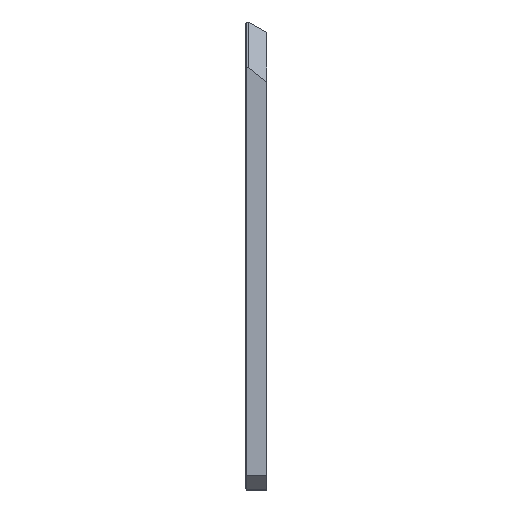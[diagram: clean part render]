
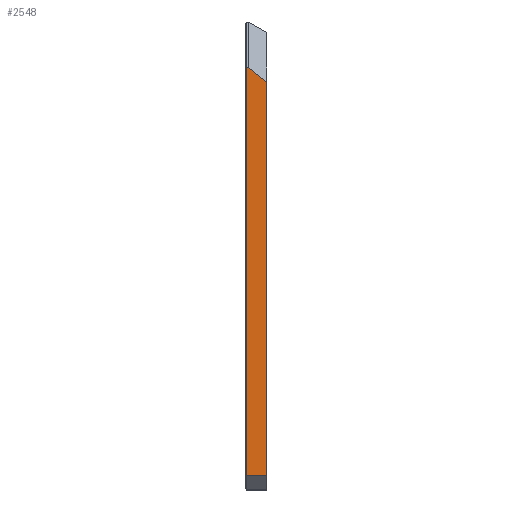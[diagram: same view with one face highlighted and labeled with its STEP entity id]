
A CAD part, left-side view. The second image highlights one B-rep face of the part: STEP entity #2548.
In plain terms, the highlighted planar face has unit normal (-1, 0, 0).
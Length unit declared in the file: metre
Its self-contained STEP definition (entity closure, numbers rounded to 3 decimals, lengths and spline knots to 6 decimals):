
#488=ORIENTED_EDGE('',*,*,#889,.T.);
#489=ORIENTED_EDGE('',*,*,#1052,.T.);
#490=ORIENTED_EDGE('',*,*,#1049,.T.);
#491=ORIENTED_EDGE('',*,*,#1053,.T.);
#492=ORIENTED_EDGE('',*,*,#1054,.F.);
#889=EDGE_CURVE('',#1252,#1251,#1486,.T.);
#1049=EDGE_CURVE('',#1351,#1352,#1637,.T.);
#1052=EDGE_CURVE('',#1251,#1351,#1640,.F.);
#1053=EDGE_CURVE('',#1352,#1353,#1641,.T.);
#1054=EDGE_CURVE('',#1252,#1353,#1642,.T.);
#1251=VERTEX_POINT('',#3652);
#1252=VERTEX_POINT('',#3654);
#1351=VERTEX_POINT('',#3969);
#1352=VERTEX_POINT('',#3970);
#1353=VERTEX_POINT('',#3976);
#1486=LINE('',#3653,#1825);
#1637=LINE('',#3968,#1976);
#1640=LINE('',#3974,#1979);
#1641=LINE('',#3975,#1980);
#1642=LINE('',#3977,#1981);
#1825=VECTOR('',#2902,1.);
#1976=VECTOR('',#3183,1.);
#1979=VECTOR('',#3188,1.);
#1980=VECTOR('',#3189,1.);
#1981=VECTOR('',#3190,1.);
#2148=EDGE_LOOP('',(#488,#489,#490,#491,#492));
#2294=FACE_BOUND('',#2148,.T.);
#2425=PLANE('',#2707);
#2548=ADVANCED_FACE('',(#2294),#2425,.T.);
#2707=AXIS2_PLACEMENT_3D('',#3973,#3186,#3187);
#2902=DIRECTION('',(0.,0.,1.));
#3183=DIRECTION('',(0.,1.,0.));
#3186=DIRECTION('',(-1.,0.,0.));
#3187=DIRECTION('',(0.,0.,1.));
#3188=DIRECTION('',(0.,-0.775,-0.632));
#3189=DIRECTION('',(0.,0.,-1.));
#3190=DIRECTION('',(0.,1.,0.));
#3652=CARTESIAN_POINT('',(-0.1202,-0.0055,0.031914));
#3653=CARTESIAN_POINT('',(-0.1202,-0.0055,0.033328));
#3654=CARTESIAN_POINT('',(-0.1202,-0.0055,-0.043743));
#3968=CARTESIAN_POINT('',(-0.1202,-0.004,0.034743));
#3969=CARTESIAN_POINT('',(-0.1202,-0.002036,0.034743));
#3970=CARTESIAN_POINT('',(-0.1202,-0.0016,0.034743));
#3973=CARTESIAN_POINT('',(-0.1202,-0.004,0.033328));
#3974=CARTESIAN_POINT('',(-0.1202,-0.003907,0.033215));
#3975=CARTESIAN_POINT('',(-0.1202,-0.0016,0.033328));
#3976=CARTESIAN_POINT('',(-0.1202,-0.0016,-0.043743));
#3977=CARTESIAN_POINT('',(-0.1202,-0.004,-0.043743));
